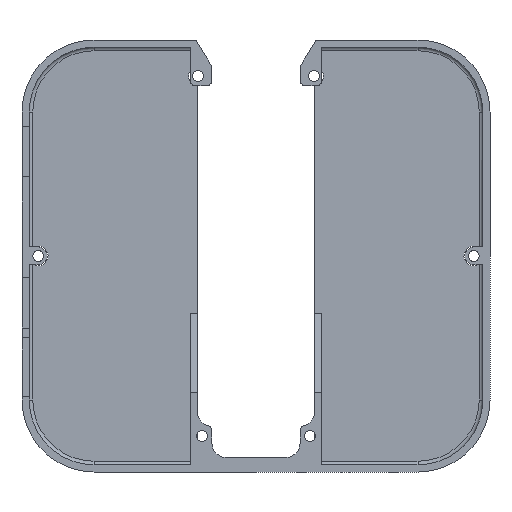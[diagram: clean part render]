
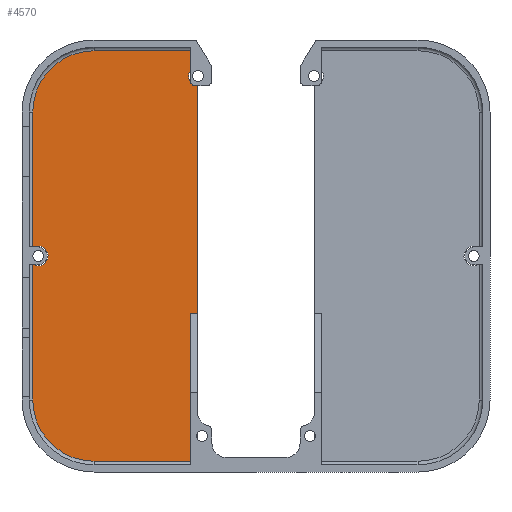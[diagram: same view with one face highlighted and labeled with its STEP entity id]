
A CAD part, front view. The second image highlights one B-rep face of the part: STEP entity #4570.
In plain terms, the highlighted planar face has unit normal (0, -1, 0).
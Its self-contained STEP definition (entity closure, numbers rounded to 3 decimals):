
#109 = AXIS2_PLACEMENT_3D ( 'NONE', #4421, #1226, #2580 ) ;
#213 = EDGE_CURVE ( 'NONE', #2787, #345, #1933, .T. ) ;
#244 = CARTESIAN_POINT ( 'NONE',  ( -62., 33.75, 2.305 ) ) ;
#260 = DIRECTION ( 'NONE',  ( 0., 0., 1. ) ) ;
#293 = CARTESIAN_POINT ( 'NONE',  ( -62., 33.75, 0. ) ) ;
#345 = VERTEX_POINT ( 'NONE', #1757 ) ;
#356 = VERTEX_POINT ( 'NONE', #914 ) ;
#364 = LINE ( 'NONE', #1185, #2678 ) ;
#397 = ORIENTED_EDGE ( 'NONE', *, *, #3870, .T. ) ;
#441 = DIRECTION ( 'NONE',  ( 0., 1., 0. ) ) ;
#570 = CARTESIAN_POINT ( 'NONE',  ( -45., 33.75, 57. ) ) ;
#578 = DIRECTION ( 'NONE',  ( 0., 0., -1. ) ) ;
#610 = DIRECTION ( 'NONE',  ( 1., 0., 0. ) ) ;
#660 = CARTESIAN_POINT ( 'NONE',  ( -18.3, 33.75, -16. ) ) ;
#730 = CARTESIAN_POINT ( 'NONE',  ( -18.3, 33.75, 60. ) ) ;
#764 = VERTEX_POINT ( 'NONE', #3969 ) ;
#806 = CARTESIAN_POINT ( 'NONE',  ( -109.988, 33.75, -16. ) ) ;
#914 = CARTESIAN_POINT ( 'NONE',  ( -60.5, 33.75, 2.75 ) ) ;
#960 = CARTESIAN_POINT ( 'NONE',  ( -45., 33.75, -40. ) ) ;
#1150 = DIRECTION ( 'NONE',  ( 0., 0., -1. ) ) ;
#1157 = DIRECTION ( 'NONE',  ( 0., 0., 1. ) ) ;
#1185 = CARTESIAN_POINT ( 'NONE',  ( 0., 33.75, -57. ) ) ;
#1226 = DIRECTION ( 'NONE',  ( 0., 1., 0. ) ) ;
#1257 = DIRECTION ( 'NONE',  ( 0., -1., 0. ) ) ;
#1280 = DIRECTION ( 'NONE',  ( 0., 0., -1. ) ) ;
#1334 = DIRECTION ( 'NONE',  ( 0., 0., -1. ) ) ;
#1349 = ORIENTED_EDGE ( 'NONE', *, *, #4838, .F. ) ;
#1443 = EDGE_CURVE ( 'NONE', #3668, #2989, #364, .T. ) ;
#1474 = VECTOR ( 'NONE', #260, 1000. ) ;
#1587 = CARTESIAN_POINT ( 'NONE',  ( -62., 33.75, 40. ) ) ;
#1661 = DIRECTION ( 'NONE',  ( 0., 1., 0. ) ) ;
#1680 = CIRCLE ( 'NONE', #3204, 2.75 ) ;
#1727 = DIRECTION ( 'NONE',  ( 0., 0., 1. ) ) ;
#1757 = CARTESIAN_POINT ( 'NONE',  ( -16.3, 33.75, -16. ) ) ;
#1764 = VECTOR ( 'NONE', #610, 1000. ) ;
#1903 = DIRECTION ( 'NONE',  ( 0., 0., -1. ) ) ;
#1933 = LINE ( 'NONE', #5231, #2914 ) ;
#1973 = LINE ( 'NONE', #293, #2404 ) ;
#1974 = VERTEX_POINT ( 'NONE', #244 ) ;
#1976 = VERTEX_POINT ( 'NONE', #660 ) ;
#2042 = CARTESIAN_POINT ( 'NONE',  ( -60.5, 33.75, 0. ) ) ;
#2127 = PLANE ( 'NONE',  #4073 ) ;
#2302 = DIRECTION ( 'NONE',  ( 0., 1., 0. ) ) ;
#2320 = CARTESIAN_POINT ( 'NONE',  ( -45., 33.75, 40. ) ) ;
#2336 = ORIENTED_EDGE ( 'NONE', *, *, #5727, .T. ) ;
#2404 = VECTOR ( 'NONE', #1157, 1000. ) ;
#2507 = ORIENTED_EDGE ( 'NONE', *, *, #213, .F. ) ;
#2580 = DIRECTION ( 'NONE',  ( 0., 0., -1. ) ) ;
#2608 = DIRECTION ( 'NONE',  ( 0., 0., -1. ) ) ;
#2619 = CIRCLE ( 'NONE', #5440, 17. ) ;
#2663 = ORIENTED_EDGE ( 'NONE', *, *, #3366, .T. ) ;
#2678 = VECTOR ( 'NONE', #5276, 1000. ) ;
#2756 = CARTESIAN_POINT ( 'NONE',  ( -60.5, 33.75, 0. ) ) ;
#2772 = CARTESIAN_POINT ( 'NONE',  ( -18.3, 33.75, 60. ) ) ;
#2776 = CARTESIAN_POINT ( 'NONE',  ( -16.1, 33.75, 50. ) ) ;
#2787 = VERTEX_POINT ( 'NONE', #3878 ) ;
#2807 = DIRECTION ( 'NONE',  ( 0., 0., -1. ) ) ;
#2812 = ORIENTED_EDGE ( 'NONE', *, *, #4521, .F. ) ;
#2825 = ORIENTED_EDGE ( 'NONE', *, *, #4823, .F. ) ;
#2914 = VECTOR ( 'NONE', #1280, 1000. ) ;
#2924 = EDGE_CURVE ( 'NONE', #2787, #5160, #5478, .T. ) ;
#2979 = ORIENTED_EDGE ( 'NONE', *, *, #3908, .T. ) ;
#2989 = VERTEX_POINT ( 'NONE', #4710 ) ;
#3092 = LINE ( 'NONE', #3349, #4583 ) ;
#3201 = DIRECTION ( 'NONE',  ( 0., 0., 1. ) ) ;
#3204 = AXIS2_PLACEMENT_3D ( 'NONE', #2756, #2302, #1903 ) ;
#3332 = EDGE_CURVE ( 'NONE', #764, #4139, #3609, .T. ) ;
#3349 = CARTESIAN_POINT ( 'NONE',  ( -62., 33.75, 0. ) ) ;
#3366 = EDGE_CURVE ( 'NONE', #3668, #1976, #3729, .T. ) ;
#3451 = ORIENTED_EDGE ( 'NONE', *, *, #4193, .F. ) ;
#3485 = EDGE_CURVE ( 'NONE', #5666, #4139, #1973, .T. ) ;
#3514 = CARTESIAN_POINT ( 'NONE',  ( -62., 33.75, -40. ) ) ;
#3609 = CIRCLE ( 'NONE', #5506, 2.75 ) ;
#3668 = VERTEX_POINT ( 'NONE', #4805 ) ;
#3729 = LINE ( 'NONE', #730, #1474 ) ;
#3870 = EDGE_CURVE ( 'NONE', #356, #764, #1680, .T. ) ;
#3878 = CARTESIAN_POINT ( 'NONE',  ( -16.3, 33.75, 47.358 ) ) ;
#3889 = AXIS2_PLACEMENT_3D ( 'NONE', #960, #441, #1334 ) ;
#3908 = EDGE_CURVE ( 'NONE', #5160, #5704, #5518, .T. ) ;
#3969 = CARTESIAN_POINT ( 'NONE',  ( -60.5, 33.75, -2.75 ) ) ;
#3985 = CIRCLE ( 'NONE', #109, 2.75 ) ;
#4073 = AXIS2_PLACEMENT_3D ( 'NONE', #5303, #1257, #2608 ) ;
#4124 = CARTESIAN_POINT ( 'NONE',  ( 0., 33.75, 57. ) ) ;
#4139 = VERTEX_POINT ( 'NONE', #5702 ) ;
#4193 = EDGE_CURVE ( 'NONE', #2989, #5666, #4972, .T. ) ;
#4405 = CARTESIAN_POINT ( 'NONE',  ( -18.3, 33.75, 57. ) ) ;
#4421 = CARTESIAN_POINT ( 'NONE',  ( -60.5, 33.75, 0. ) ) ;
#4513 = EDGE_LOOP ( 'NONE', ( #2336, #397, #5450, #5753, #3451, #5148, #2663, #5084, #2507, #5315, #2979, #1349, #2825, #2812 ) ) ;
#4515 = FACE_OUTER_BOUND ( 'NONE', #4513, .T. ) ;
#4521 = EDGE_CURVE ( 'NONE', #1974, #4910, #3092, .T. ) ;
#4570 = ADVANCED_FACE ( 'NONE', ( #4515 ), #2127, .T. ) ;
#4583 = VECTOR ( 'NONE', #1727, 1000. ) ;
#4588 = EDGE_CURVE ( 'NONE', #1976, #345, #5465, .T. ) ;
#4637 = VECTOR ( 'NONE', #5707, 1000. ) ;
#4710 = CARTESIAN_POINT ( 'NONE',  ( -45., 33.75, -57. ) ) ;
#4805 = CARTESIAN_POINT ( 'NONE',  ( -18.3, 33.75, -57. ) ) ;
#4813 = AXIS2_PLACEMENT_3D ( 'NONE', #2776, #5477, #2807 ) ;
#4823 = EDGE_CURVE ( 'NONE', #4910, #5456, #2619, .T. ) ;
#4838 = EDGE_CURVE ( 'NONE', #5456, #5704, #5254, .T. ) ;
#4910 = VERTEX_POINT ( 'NONE', #1587 ) ;
#4972 = CIRCLE ( 'NONE', #3889, 17. ) ;
#5037 = VECTOR ( 'NONE', #3201, 1000. ) ;
#5084 = ORIENTED_EDGE ( 'NONE', *, *, #4588, .T. ) ;
#5148 = ORIENTED_EDGE ( 'NONE', *, *, #1443, .F. ) ;
#5160 = VERTEX_POINT ( 'NONE', #5355 ) ;
#5231 = CARTESIAN_POINT ( 'NONE',  ( -16.3, 33.75, 60. ) ) ;
#5254 = LINE ( 'NONE', #4124, #1764 ) ;
#5276 = DIRECTION ( 'NONE',  ( -1., 0., 0. ) ) ;
#5303 = CARTESIAN_POINT ( 'NONE',  ( 0., 33.75, 0. ) ) ;
#5315 = ORIENTED_EDGE ( 'NONE', *, *, #2924, .T. ) ;
#5355 = CARTESIAN_POINT ( 'NONE',  ( -18.3, 33.75, 51.477 ) ) ;
#5440 = AXIS2_PLACEMENT_3D ( 'NONE', #2320, #5491, #578 ) ;
#5450 = ORIENTED_EDGE ( 'NONE', *, *, #3332, .T. ) ;
#5456 = VERTEX_POINT ( 'NONE', #570 ) ;
#5465 = LINE ( 'NONE', #806, #4637 ) ;
#5477 = DIRECTION ( 'NONE',  ( 0., 1., 0. ) ) ;
#5478 = CIRCLE ( 'NONE', #4813, 2.65 ) ;
#5491 = DIRECTION ( 'NONE',  ( 0., 1., 0. ) ) ;
#5506 = AXIS2_PLACEMENT_3D ( 'NONE', #2042, #1661, #1150 ) ;
#5518 = LINE ( 'NONE', #2772, #5037 ) ;
#5666 = VERTEX_POINT ( 'NONE', #3514 ) ;
#5702 = CARTESIAN_POINT ( 'NONE',  ( -62., 33.75, -2.305 ) ) ;
#5704 = VERTEX_POINT ( 'NONE', #4405 ) ;
#5707 = DIRECTION ( 'NONE',  ( 1., 0., 0. ) ) ;
#5727 = EDGE_CURVE ( 'NONE', #1974, #356, #3985, .T. ) ;
#5753 = ORIENTED_EDGE ( 'NONE', *, *, #3485, .F. ) ;
